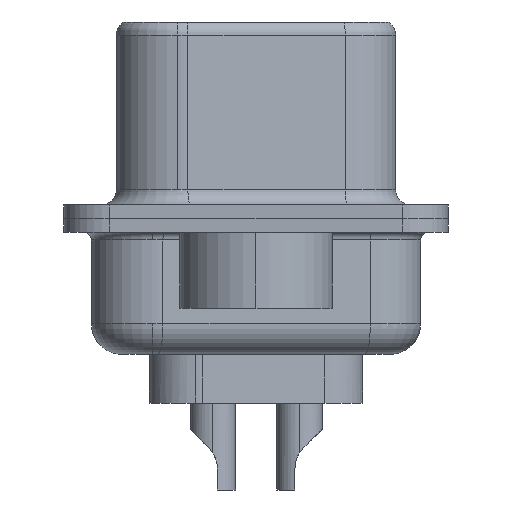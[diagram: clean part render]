
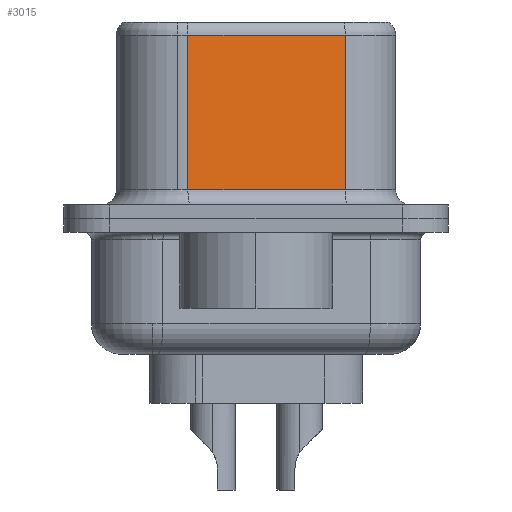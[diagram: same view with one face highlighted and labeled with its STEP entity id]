
A CAD part, left-side view. The second image highlights one B-rep face of the part: STEP entity #3015.
In plain terms, the highlighted planar face has unit normal (-0.985, -0.174, 0).
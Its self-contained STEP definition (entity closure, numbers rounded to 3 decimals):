
#77 = LINE ( 'NONE', #5031, #9742 ) ;
#3015 = ADVANCED_FACE ( 'NONE', ( #10773 ), #7089, .F. ) ;
#3214 = AXIS2_PLACEMENT_3D ( 'NONE', #7168, #14383, #9536 ) ;
#4301 = CARTESIAN_POINT ( 'NONE',  ( 4.575, -2.927, 6.02 ) ) ;
#4404 = LINE ( 'NONE', #4481, #10423 ) ;
#4481 = CARTESIAN_POINT ( 'NONE',  ( 4.575, -2.927, 0.95 ) ) ;
#4748 = ORIENTED_EDGE ( 'NONE', *, *, #9494, .T. ) ;
#5031 = CARTESIAN_POINT ( 'NONE',  ( 4.575, -2.927, 6.02 ) ) ;
#5157 = CARTESIAN_POINT ( 'NONE',  ( 3.665, 2.233, 6.02 ) ) ;
#5393 = VERTEX_POINT ( 'NONE', #14803 ) ;
#5552 = CARTESIAN_POINT ( 'NONE',  ( 3.665, 2.233, 6.52 ) ) ;
#6492 = VERTEX_POINT ( 'NONE', #9520 ) ;
#7089 = PLANE ( 'NONE',  #3214 ) ;
#7168 = CARTESIAN_POINT ( 'NONE',  ( 4.575, -2.927, 6.52 ) ) ;
#7307 = EDGE_CURVE ( 'NONE', #9915, #6492, #9147, .T. ) ;
#7392 = EDGE_CURVE ( 'NONE', #6492, #5393, #4404, .T. ) ;
#8634 = DIRECTION ( 'NONE',  ( 0., 0., -1. ) ) ;
#9147 = LINE ( 'NONE', #5552, #10435 ) ;
#9273 = EDGE_CURVE ( 'NONE', #14396, #5393, #9758, .T. ) ;
#9380 = EDGE_LOOP ( 'NONE', ( #13025, #4748, #15055, #15950 ) ) ;
#9494 = EDGE_CURVE ( 'NONE', #14396, #9915, #77, .T. ) ;
#9520 = CARTESIAN_POINT ( 'NONE',  ( 3.665, 2.233, 0.95 ) ) ;
#9536 = DIRECTION ( 'NONE',  ( -0.174, 0.985, 0. ) ) ;
#9742 = VECTOR ( 'NONE', #9995, 1000. ) ;
#9758 = LINE ( 'NONE', #14592, #12612 ) ;
#9915 = VERTEX_POINT ( 'NONE', #5157 ) ;
#9995 = DIRECTION ( 'NONE',  ( -0.174, 0.985, 0. ) ) ;
#10423 = VECTOR ( 'NONE', #14223, 1000. ) ;
#10435 = VECTOR ( 'NONE', #14375, 1000. ) ;
#10773 = FACE_OUTER_BOUND ( 'NONE', #9380, .T. ) ;
#12612 = VECTOR ( 'NONE', #8634, 1000. ) ;
#13025 = ORIENTED_EDGE ( 'NONE', *, *, #9273, .F. ) ;
#14223 = DIRECTION ( 'NONE',  ( 0.174, -0.985, 0. ) ) ;
#14375 = DIRECTION ( 'NONE',  ( 0., 0., -1. ) ) ;
#14383 = DIRECTION ( 'NONE',  ( 0.985, 0.174, 0. ) ) ;
#14396 = VERTEX_POINT ( 'NONE', #4301 ) ;
#14592 = CARTESIAN_POINT ( 'NONE',  ( 4.575, -2.927, 6.52 ) ) ;
#14803 = CARTESIAN_POINT ( 'NONE',  ( 4.575, -2.927, 0.95 ) ) ;
#15055 = ORIENTED_EDGE ( 'NONE', *, *, #7307, .T. ) ;
#15950 = ORIENTED_EDGE ( 'NONE', *, *, #7392, .T. ) ;
